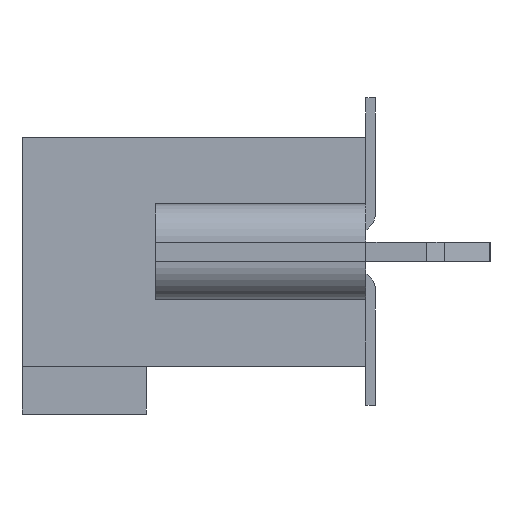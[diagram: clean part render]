
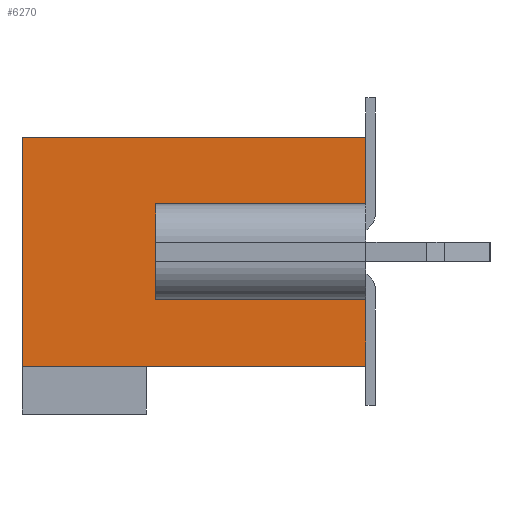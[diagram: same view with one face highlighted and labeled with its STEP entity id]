
A CAD part, left-side view. The second image highlights one B-rep face of the part: STEP entity #6270.
In plain terms, the highlighted planar face has unit normal (-1, 0, 0).
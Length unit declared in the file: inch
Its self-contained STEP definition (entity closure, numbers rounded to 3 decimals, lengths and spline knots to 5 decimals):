
#362=ORIENTED_EDGE('',*,*,#2128,.F.);
#363=ORIENTED_EDGE('',*,*,#1997,.F.);
#364=ORIENTED_EDGE('',*,*,#2025,.T.);
#365=ORIENTED_EDGE('',*,*,#2151,.T.);
#366=ORIENTED_EDGE('',*,*,#2153,.F.);
#367=ORIENTED_EDGE('',*,*,#2138,.F.);
#368=ORIENTED_EDGE('',*,*,#2019,.T.);
#369=ORIENTED_EDGE('',*,*,#2008,.T.);
#1997=EDGE_CURVE('',#2909,#2910,#3517,.T.);
#2008=EDGE_CURVE('',#2921,#2920,#3528,.T.);
#2019=EDGE_CURVE('',#2930,#2921,#3539,.T.);
#2025=EDGE_CURVE('',#2909,#2935,#3543,.T.);
#2128=EDGE_CURVE('',#2910,#2920,#3644,.T.);
#2138=EDGE_CURVE('',#2930,#3039,#3653,.T.);
#2151=EDGE_CURVE('',#2935,#3045,#3663,.T.);
#2153=EDGE_CURVE('',#3039,#3045,#3665,.T.);
#2909=VERTEX_POINT('',#8809);
#2910=VERTEX_POINT('',#8811);
#2920=VERTEX_POINT('',#8832);
#2921=VERTEX_POINT('',#8834);
#2930=VERTEX_POINT('',#8855);
#2935=VERTEX_POINT('',#8865);
#3039=VERTEX_POINT('',#9089);
#3045=VERTEX_POINT('',#9113);
#3517=LINE('',#8810,#4341);
#3528=LINE('',#8833,#4352);
#3539=LINE('',#8854,#4363);
#3543=LINE('',#8866,#4367);
#3644=LINE('',#9071,#4468);
#3653=LINE('',#9088,#4477);
#3663=LINE('',#9114,#4487);
#3665=LINE('',#9118,#4489);
#4341=VECTOR('',#7090,39.37008);
#4352=VECTOR('',#7103,39.37008);
#4363=VECTOR('',#7116,39.37008);
#4367=VECTOR('',#7124,39.37008);
#4468=VECTOR('',#7237,39.37008);
#4477=VECTOR('',#7252,39.37008);
#4487=VECTOR('',#7280,39.37008);
#4489=VECTOR('',#7286,39.37008);
#5194=EDGE_LOOP('',(#362,#363,#364,#365,#366,#367,#368,#369));
#5590=FACE_BOUND('',#5194,.T.);
#5958=PLANE('',#6657);
#6270=ADVANCED_FACE('',(#5590),#5958,.T.);
#6657=AXIS2_PLACEMENT_3D('',#9117,#7284,#7285);
#7090=DIRECTION('',(0.,1.,0.));
#7103=DIRECTION('',(0.,1.,0.));
#7116=DIRECTION('',(0.,0.,1.));
#7124=DIRECTION('',(0.,0.,1.));
#7237=DIRECTION('',(0.,0.,1.));
#7252=DIRECTION('',(0.,1.,0.));
#7280=DIRECTION('',(0.,1.,0.));
#7284=DIRECTION('',(-1.,0.,0.));
#7285=DIRECTION('',(0.,0.,1.));
#7286=DIRECTION('',(0.,0.,-1.));
#8809=CARTESIAN_POINT('',(-0.2575,0.,-0.06));
#8810=CARTESIAN_POINT('',(-0.2575,0.,-0.06));
#8811=CARTESIAN_POINT('',(-0.2575,0.18,-0.06));
#8832=CARTESIAN_POINT('',(-0.2575,0.18,0.06));
#8833=CARTESIAN_POINT('',(-0.2575,0.,0.06));
#8834=CARTESIAN_POINT('',(-0.2575,0.,0.06));
#8854=CARTESIAN_POINT('',(-0.2575,0.,0.025));
#8855=CARTESIAN_POINT('',(-0.2575,0.,0.025));
#8865=CARTESIAN_POINT('',(-0.2575,0.,-0.025));
#8866=CARTESIAN_POINT('',(-0.2575,0.,-0.06));
#9071=CARTESIAN_POINT('',(-0.2575,0.18,-0.06));
#9088=CARTESIAN_POINT('',(-0.2575,0.,0.025));
#9089=CARTESIAN_POINT('',(-0.2575,0.11,0.025));
#9113=CARTESIAN_POINT('',(-0.2575,0.11,-0.025));
#9114=CARTESIAN_POINT('',(-0.2575,0.,-0.025));
#9117=CARTESIAN_POINT('',(-0.2575,0.,-0.06));
#9118=CARTESIAN_POINT('',(-0.2575,0.11,0.12));
